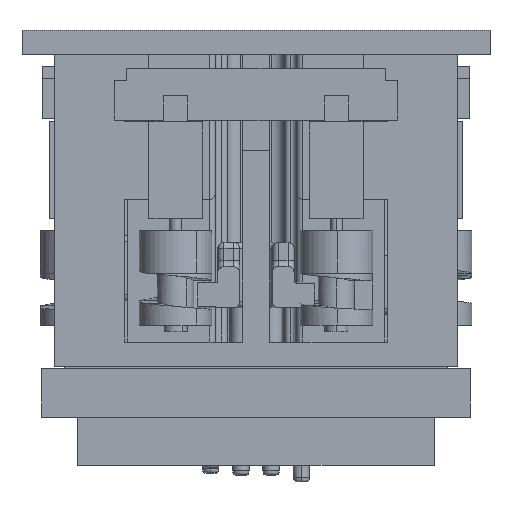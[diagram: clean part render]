
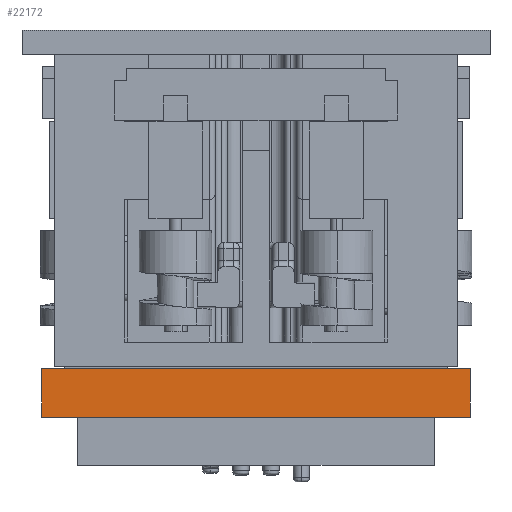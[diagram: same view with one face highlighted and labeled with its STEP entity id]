
A CAD part, left-side view. The second image highlights one B-rep face of the part: STEP entity #22172.
In plain terms, the highlighted planar face has unit normal (-1, 0, 0).
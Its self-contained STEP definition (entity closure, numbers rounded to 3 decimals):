
#123 = CARTESIAN_POINT ( 'NONE',  ( -9.225, 0., -24.827 ) ) ;
#163 = CARTESIAN_POINT ( 'NONE',  ( -9.225, 0., 10.625 ) ) ;
#603 = VECTOR ( 'NONE', #3364, 1000. ) ;
#2691 = VERTEX_POINT ( 'NONE', #163 ) ;
#2755 = CARTESIAN_POINT ( 'NONE',  ( -9.225, -4., 10.625 ) ) ;
#2976 = LINE ( 'NONE', #15016, #9738 ) ;
#3364 = DIRECTION ( 'NONE',  ( 0., 0., -1. ) ) ;
#3754 = ORIENTED_EDGE ( 'NONE', *, *, #8577, .T. ) ;
#4677 = DIRECTION ( 'NONE',  ( 0., 0., -1. ) ) ;
#5063 = LINE ( 'NONE', #18809, #603 ) ;
#5283 = VERTEX_POINT ( 'NONE', #15135 ) ;
#7167 = DIRECTION ( 'NONE',  ( 1., 0., 0. ) ) ;
#7640 = CARTESIAN_POINT ( 'NONE',  ( -9.225, -4., 10.625 ) ) ;
#8291 = VERTEX_POINT ( 'NONE', #123 ) ;
#8577 = EDGE_CURVE ( 'NONE', #2691, #8291, #5063, .T. ) ;
#8851 = PLANE ( 'NONE',  #15454 ) ;
#9738 = VECTOR ( 'NONE', #13340, 1000. ) ;
#10834 = EDGE_CURVE ( 'NONE', #5283, #12389, #14923, .T. ) ;
#12389 = VERTEX_POINT ( 'NONE', #19878 ) ;
#12825 = LINE ( 'NONE', #7640, #14695 ) ;
#13340 = DIRECTION ( 'NONE',  ( 0., 1., 0. ) ) ;
#14695 = VECTOR ( 'NONE', #14743, 1000. ) ;
#14743 = DIRECTION ( 'NONE',  ( 0., 1., 0. ) ) ;
#14923 = LINE ( 'NONE', #2755, #19355 ) ;
#15016 = CARTESIAN_POINT ( 'NONE',  ( -9.225, -4., -24.827 ) ) ;
#15135 = CARTESIAN_POINT ( 'NONE',  ( -9.225, -4., 10.625 ) ) ;
#15318 = ORIENTED_EDGE ( 'NONE', *, *, #10834, .F. ) ;
#15454 = AXIS2_PLACEMENT_3D ( 'NONE', #19442, #7167, #20804 ) ;
#15858 = EDGE_CURVE ( 'NONE', #12389, #8291, #2976, .T. ) ;
#16426 = ORIENTED_EDGE ( 'NONE', *, *, #21490, .T. ) ;
#17638 = FACE_OUTER_BOUND ( 'NONE', #20694, .T. ) ;
#18809 = CARTESIAN_POINT ( 'NONE',  ( -9.225, 0., 10.625 ) ) ;
#19355 = VECTOR ( 'NONE', #4677, 1000. ) ;
#19442 = CARTESIAN_POINT ( 'NONE',  ( -9.225, -4., 10.625 ) ) ;
#19865 = ORIENTED_EDGE ( 'NONE', *, *, #15858, .F. ) ;
#19878 = CARTESIAN_POINT ( 'NONE',  ( -9.225, -4., -24.827 ) ) ;
#20694 = EDGE_LOOP ( 'NONE', ( #3754, #19865, #15318, #16426 ) ) ;
#20804 = DIRECTION ( 'NONE',  ( 0., 0., -1. ) ) ;
#21490 = EDGE_CURVE ( 'NONE', #5283, #2691, #12825, .T. ) ;
#22172 = ADVANCED_FACE ( 'NONE', ( #17638 ), #8851, .F. ) ;
